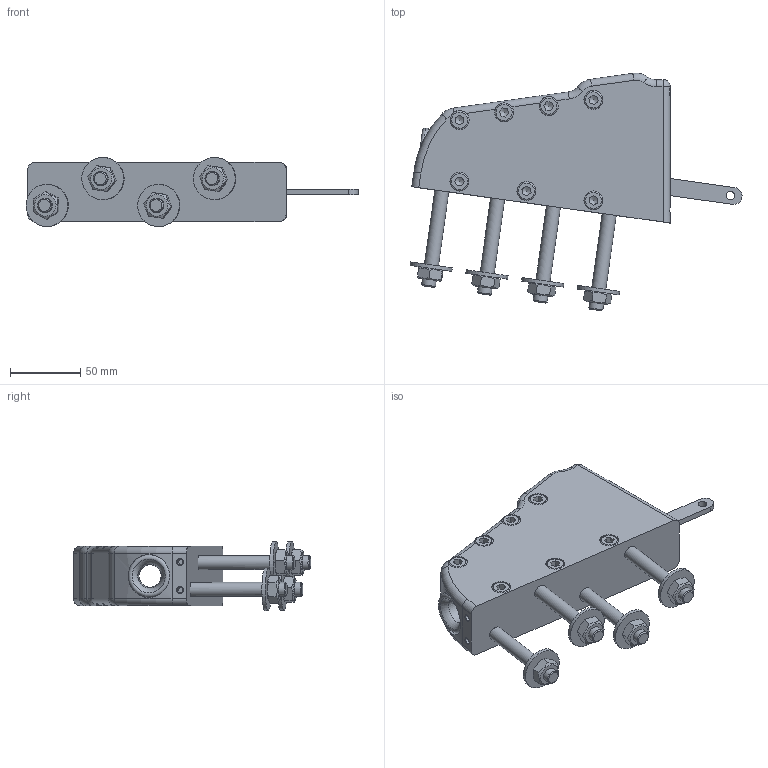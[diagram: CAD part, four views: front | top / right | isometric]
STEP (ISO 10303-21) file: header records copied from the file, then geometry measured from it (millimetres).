
FILE_DESCRIPTION(/* description */ (''),/* implementation_level */ '2;1');
FILE_NAME(/* name */ '505.142 r02.stp',/* time_stamp */ '2020-05-25T13:12:20+02:00',/* author */ ('lucade'),/* organization */ (''),/* preprocessor_version */ 'ST-DEVELOPER v18.1',/* originating_system */ 'Autodesk Inventor 2021',/* authorisation */ '');
FILE_SCHEMA (('AUTOMOTIVE_DESIGN { 1 0 10303 214 3 1 1 }'));
Length unit declared in the file: millimetre
Products named in the file (1): 505.142 STP
Bounding box: 235.62 x 168.68 x 48.98 mm (x, y, z)
Volume: 580258.4 mm3; surface area: 85115.1 mm2
Topology: 1 solids, 4 shells, 352 faces, 927 edges, 628 vertices
Faces by surface type: plane 196, cylinder 81, cone 36, torus 33, bspline 4, sphere 2
Full cylindrical faces by diameter (mm): 4.134 x2, 6 x1, 10 x10, 10.5 x2, 11 x5, 13 x14, 13.5 x14, 30 x5
Entity records: 11653 total; most frequent: CARTESIAN_POINT 3149, ORIENTED_EDGE 1816, DIRECTION 1750, EDGE_CURVE 908, AXIS2_PLACEMENT_3D 685, VERTEX_POINT 628, EDGE_LOOP 422, LINE 380
